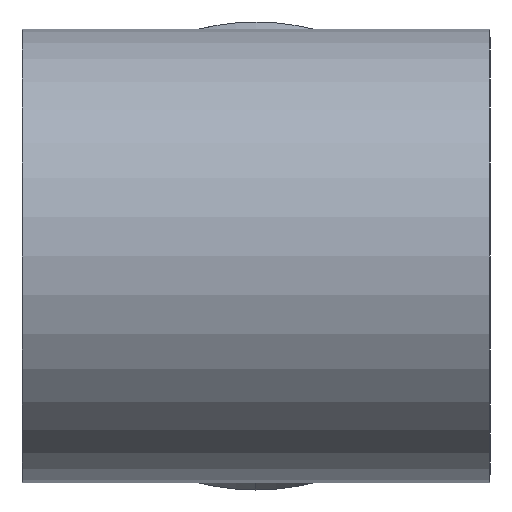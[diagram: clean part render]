
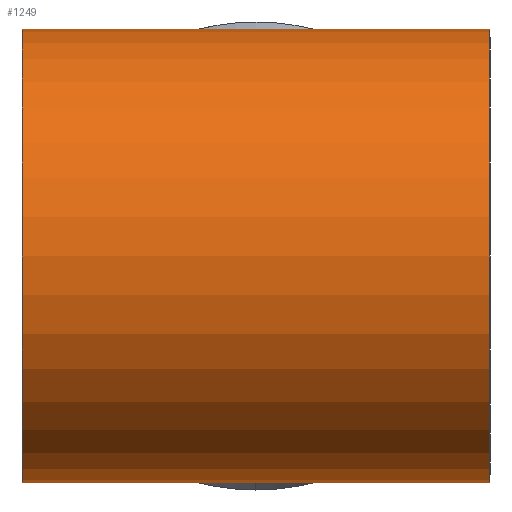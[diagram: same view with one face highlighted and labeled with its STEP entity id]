
A CAD part, left-side view. The second image highlights one B-rep face of the part: STEP entity #1249.
In plain terms, the highlighted cylindrical face has radius 4.85 mm (diameter 9.7 mm), a partial arc.
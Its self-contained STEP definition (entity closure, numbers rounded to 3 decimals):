
#1 = ORIENTED_EDGE ( 'NONE', *, *, #1239, .F. ) ;
#7 = ORIENTED_EDGE ( 'NONE', *, *, #1172, .T. ) ;
#34 = ORIENTED_EDGE ( 'NONE', *, *, #1167, .T. ) ;
#43 = DIRECTION ( 'NONE',  ( 0., 0., -1. ) ) ;
#44 = DIRECTION ( 'NONE',  ( 0., -1., 0. ) ) ;
#139 = CARTESIAN_POINT ( 'NONE',  ( 0., -8.024, -4.85 ) ) ;
#141 = CARTESIAN_POINT ( 'NONE',  ( 0., 5., 0. ) ) ;
#146 = DIRECTION ( 'NONE',  ( 0., -1., 0. ) ) ;
#160 = DIRECTION ( 'NONE',  ( 0., -1., 0. ) ) ;
#166 = DIRECTION ( 'NONE',  ( 0., 0., -1. ) ) ;
#205 = CARTESIAN_POINT ( 'NONE',  ( 0., -5., 0. ) ) ;
#209 = DIRECTION ( 'NONE',  ( 0., -1., 0. ) ) ;
#211 = DIRECTION ( 'NONE',  ( 0., 0., -1. ) ) ;
#231 = LINE ( 'NONE', #139, #1036 ) ;
#244 = LINE ( 'NONE', #414, #1037 ) ;
#302 = LINE ( 'NONE', #945, #1149 ) ;
#312 = CYLINDRICAL_SURFACE ( 'NONE', #1105, 4.85 ) ;
#315 = LINE ( 'NONE', #923, #1128 ) ;
#319 = FACE_OUTER_BOUND ( 'NONE', #985, .T. ) ;
#361 = CARTESIAN_POINT ( 'NONE',  ( 0., -5., -4.85 ) ) ;
#366 = CARTESIAN_POINT ( 'NONE',  ( 0., 0., -4.85 ) ) ;
#369 = CARTESIAN_POINT ( 'NONE',  ( 0., 5., -4.85 ) ) ;
#374 = CARTESIAN_POINT ( 'NONE',  ( 0., 5., 4.85 ) ) ;
#385 = CARTESIAN_POINT ( 'NONE',  ( 0., 0., 4.85 ) ) ;
#398 = CARTESIAN_POINT ( 'NONE',  ( 0., -5., 4.85 ) ) ;
#405 = DIRECTION ( 'NONE',  ( 0., -1., 0. ) ) ;
#414 = CARTESIAN_POINT ( 'NONE',  ( 0., -8.024, -4.85 ) ) ;
#681 = VERTEX_POINT ( 'NONE', #374 ) ;
#683 = VERTEX_POINT ( 'NONE', #366 ) ;
#685 = VERTEX_POINT ( 'NONE', #361 ) ;
#704 = VERTEX_POINT ( 'NONE', #385 ) ;
#711 = VERTEX_POINT ( 'NONE', #398 ) ;
#743 = CARTESIAN_POINT ( 'NONE',  ( 0., -8.024, 0. ) ) ;
#776 = VERTEX_POINT ( 'NONE', #369 ) ;
#784 = ORIENTED_EDGE ( 'NONE', *, *, #1192, .F. ) ;
#849 = ORIENTED_EDGE ( 'NONE', *, *, #1156, .T. ) ;
#876 = ORIENTED_EDGE ( 'NONE', *, *, #1237, .F. ) ;
#907 = DIRECTION ( 'NONE',  ( 0., -1., 0. ) ) ;
#923 = CARTESIAN_POINT ( 'NONE',  ( 0., -8.024, 4.85 ) ) ;
#924 = DIRECTION ( 'NONE',  ( 0., -1., 0. ) ) ;
#945 = CARTESIAN_POINT ( 'NONE',  ( 0., -8.024, 4.85 ) ) ;
#985 = EDGE_LOOP ( 'NONE', ( #1, #34, #7, #849, #784, #876 ) ) ;
#1036 = VECTOR ( 'NONE', #146, 1000. ) ;
#1037 = VECTOR ( 'NONE', #405, 1000. ) ;
#1067 = CIRCLE ( 'NONE', #1070, 4.85 ) ;
#1070 = AXIS2_PLACEMENT_3D ( 'NONE', #205, #209, #211 ) ;
#1085 = AXIS2_PLACEMENT_3D ( 'NONE', #141, #160, #166 ) ;
#1086 = CIRCLE ( 'NONE', #1085, 4.85 ) ;
#1105 = AXIS2_PLACEMENT_3D ( 'NONE', #743, #44, #43 ) ;
#1128 = VECTOR ( 'NONE', #924, 1000. ) ;
#1149 = VECTOR ( 'NONE', #907, 1000. ) ;
#1156 = EDGE_CURVE ( 'NONE', #683, #685, #244, .T. ) ;
#1167 = EDGE_CURVE ( 'NONE', #681, #776, #1086, .T. ) ;
#1172 = EDGE_CURVE ( 'NONE', #776, #683, #231, .T. ) ;
#1192 = EDGE_CURVE ( 'NONE', #711, #685, #1067, .T. ) ;
#1237 = EDGE_CURVE ( 'NONE', #704, #711, #302, .T. ) ;
#1239 = EDGE_CURVE ( 'NONE', #681, #704, #315, .T. ) ;
#1249 = ADVANCED_FACE ( 'NONE', ( #319 ), #312, .T. ) ;
